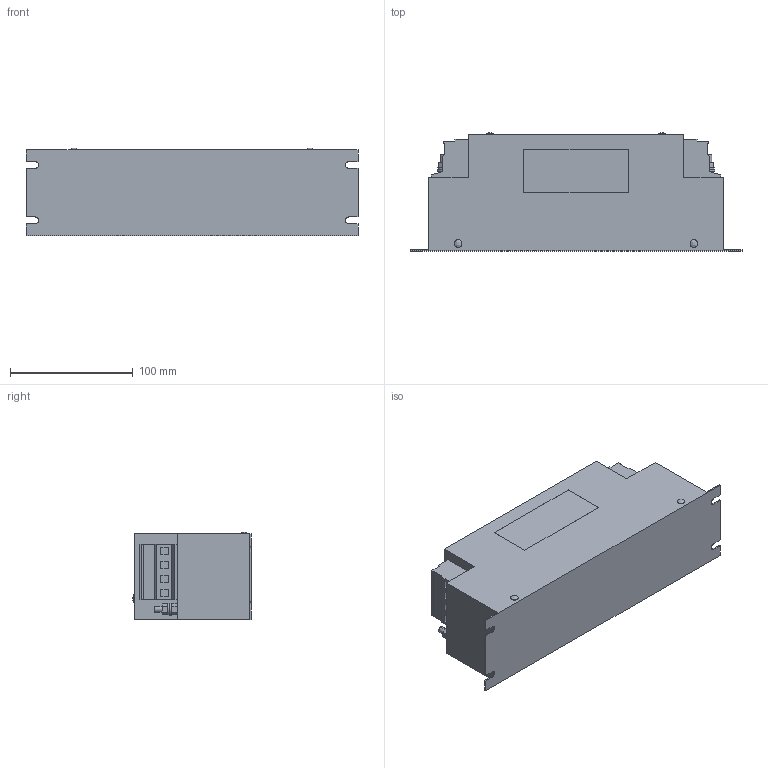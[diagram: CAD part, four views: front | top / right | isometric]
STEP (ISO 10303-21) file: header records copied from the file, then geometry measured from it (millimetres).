
FILE_DESCRIPTION (( 'STEP AP214' ), '1' );
FILE_NAME ('194700.STEP', '2024-07-03T05:28:34', ( '' ), ( '' ), 'SwSTEP 2.0', 'SolidWorks 2022', '' );
FILE_SCHEMA (( 'AUTOMOTIVE_DESIGN' ));
Length unit declared in the file: millimetre
Products named in the file (1): 194700
Bounding box: 270 x 96.11 x 71.11 mm (x, y, z)
Volume: 1497778.1 mm3; surface area: 95790.7 mm2
Topology: 1 solids, 1 shells, 258 faces, 624 edges, 408 vertices
Faces by surface type: plane 206, cylinder 48, bspline 4
Entity records: 7534 total; most frequent: CARTESIAN_POINT 1351, DIRECTION 1254, ORIENTED_EDGE 1248, EDGE_CURVE 624, LINE 504, VECTOR 504, VERTEX_POINT 408, AXIS2_PLACEMENT_3D 375
